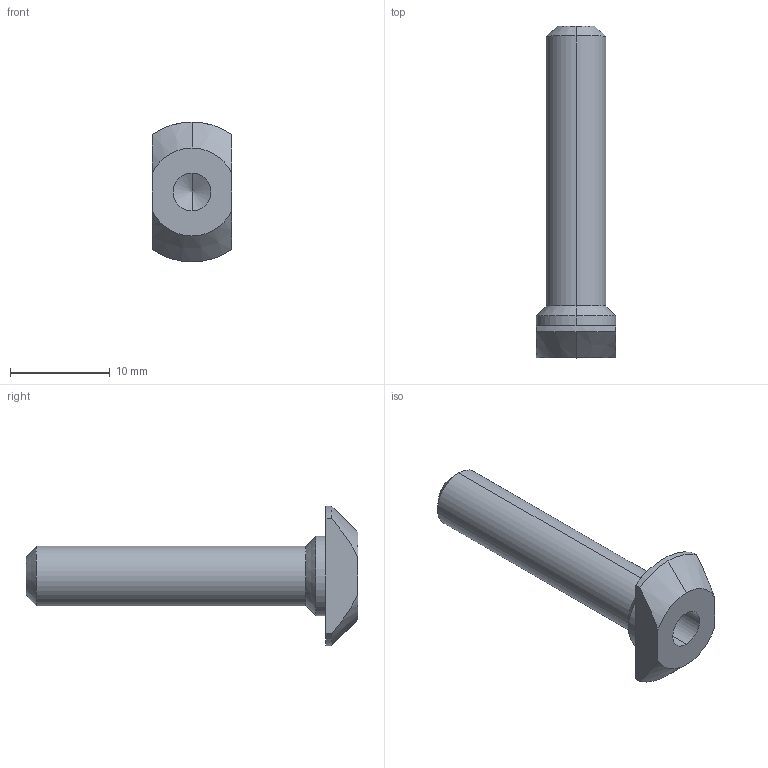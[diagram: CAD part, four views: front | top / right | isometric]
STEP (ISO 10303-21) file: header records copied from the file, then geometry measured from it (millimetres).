
FILE_DESCRIPTION (( 'STEP AP214' ), '1' );
FILE_NAME ('1.34.FM63.STEP', '2024-10-04T18:36:06', ( '' ), ( '' ), 'SwSTEP 2.0', 'SolidWorks 2024', '' );
FILE_SCHEMA (( 'AUTOMOTIVE_DESIGN' ));
Length unit declared in the file: millimetre
Products named in the file (1): 1.34.FM63
Bounding box: 8 x 33.2 x 14 mm (x, y, z)
Volume: 1112.2 mm3; surface area: 882.2 mm2
Topology: 1 solids, 1 shells, 24 faces, 56 edges, 33 vertices
Faces by surface type: cone 9, cylinder 9, plane 6
Entity records: 715 total; most frequent: CARTESIAN_POINT 140, DIRECTION 126, ORIENTED_EDGE 108, EDGE_CURVE 54, AXIS2_PLACEMENT_3D 51, VERTEX_POINT 33, CIRCLE 26, EDGE_LOOP 25
